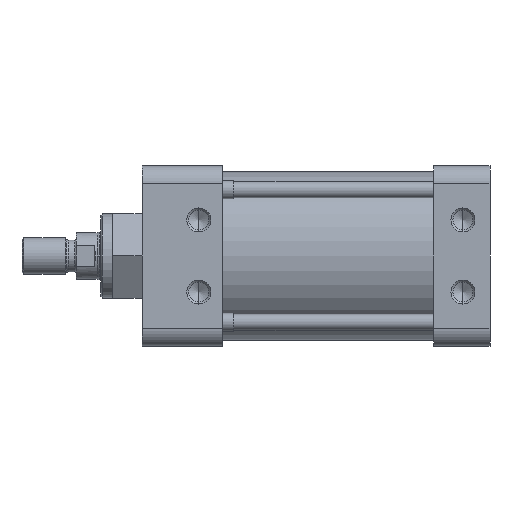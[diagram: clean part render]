
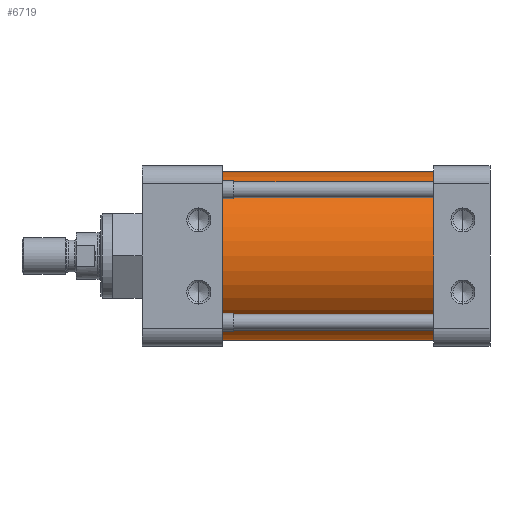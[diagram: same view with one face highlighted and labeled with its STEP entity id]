
A CAD part, front view. The second image highlights one B-rep face of the part: STEP entity #6719.
In plain terms, the highlighted cylindrical face has radius 44.45 mm (diameter 88.9 mm), a partial arc.
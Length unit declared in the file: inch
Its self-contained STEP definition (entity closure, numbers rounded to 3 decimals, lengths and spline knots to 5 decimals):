
#806 = VERTEX_POINT ( 'NONE', #2475 ) ;
#989 = CARTESIAN_POINT ( 'NONE',  ( 6.076, 0., -1.75 ) ) ;
#2388 = CYLINDRICAL_SURFACE ( 'NONE', #3910, 1.75 ) ;
#2475 = CARTESIAN_POINT ( 'NONE',  ( 1.67, 0., 1.75 ) ) ;
#2582 = DIRECTION ( 'NONE',  ( 1., 0., 0. ) ) ;
#2628 = DIRECTION ( 'NONE',  ( 0., 0., -1. ) ) ;
#2631 = CARTESIAN_POINT ( 'NONE',  ( 1.67, 0., -1.75 ) ) ;
#3327 = DIRECTION ( 'NONE',  ( 1., 0., 0. ) ) ;
#3459 = CIRCLE ( 'NONE', #3632, 1.75 ) ;
#3632 = AXIS2_PLACEMENT_3D ( 'NONE', #4646, #12529, #5799 ) ;
#3702 = EDGE_CURVE ( 'NONE', #806, #8300, #8803, .T. ) ;
#3910 = AXIS2_PLACEMENT_3D ( 'NONE', #10488, #2582, #2628 ) ;
#4108 = EDGE_CURVE ( 'NONE', #12609, #8201, #13587, .T. ) ;
#4646 = CARTESIAN_POINT ( 'NONE',  ( 1.67, 0., 0. ) ) ;
#4917 = CARTESIAN_POINT ( 'NONE',  ( 6.076, 0., 1.75 ) ) ;
#5038 = EDGE_CURVE ( 'NONE', #8201, #8300, #6868, .T. ) ;
#5263 = EDGE_CURVE ( 'NONE', #806, #12609, #3459, .T. ) ;
#5799 = DIRECTION ( 'NONE',  ( 0., 0., -1. ) ) ;
#6654 = DIRECTION ( 'NONE',  ( -1., 0., 0. ) ) ;
#6719 = ADVANCED_FACE ( 'NONE', ( #12876 ), #2388, .T. ) ;
#6868 = CIRCLE ( 'NONE', #7721, 1.75 ) ;
#7201 = DIRECTION ( 'NONE',  ( 1., 0., 0. ) ) ;
#7315 = EDGE_LOOP ( 'NONE', ( #8053, #8737, #9269, #9814 ) ) ;
#7721 = AXIS2_PLACEMENT_3D ( 'NONE', #13425, #6654, #14510 ) ;
#8053 = ORIENTED_EDGE ( 'NONE', *, *, #3702, .F. ) ;
#8201 = VERTEX_POINT ( 'NONE', #13756 ) ;
#8300 = VERTEX_POINT ( 'NONE', #4917 ) ;
#8663 = VECTOR ( 'NONE', #7201, 39.37008 ) ;
#8737 = ORIENTED_EDGE ( 'NONE', *, *, #5263, .T. ) ;
#8803 = LINE ( 'NONE', #13990, #8663 ) ;
#9269 = ORIENTED_EDGE ( 'NONE', *, *, #4108, .T. ) ;
#9814 = ORIENTED_EDGE ( 'NONE', *, *, #5038, .T. ) ;
#10488 = CARTESIAN_POINT ( 'NONE',  ( 6.076, 0., 0. ) ) ;
#12529 = DIRECTION ( 'NONE',  ( 1., 0., 0. ) ) ;
#12609 = VERTEX_POINT ( 'NONE', #2631 ) ;
#12873 = VECTOR ( 'NONE', #3327, 39.37008 ) ;
#12876 = FACE_OUTER_BOUND ( 'NONE', #7315, .T. ) ;
#13425 = CARTESIAN_POINT ( 'NONE',  ( 6.076, 0., 0. ) ) ;
#13587 = LINE ( 'NONE', #989, #12873 ) ;
#13756 = CARTESIAN_POINT ( 'NONE',  ( 6.076, 0., -1.75 ) ) ;
#13990 = CARTESIAN_POINT ( 'NONE',  ( 6.076, 0., 1.75 ) ) ;
#14510 = DIRECTION ( 'NONE',  ( 0., 0., -1. ) ) ;
